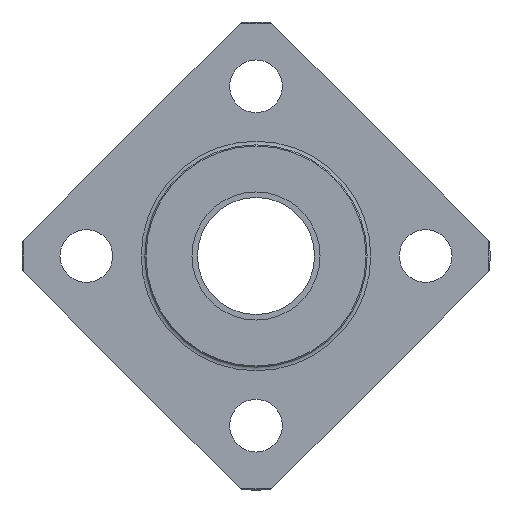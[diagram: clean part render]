
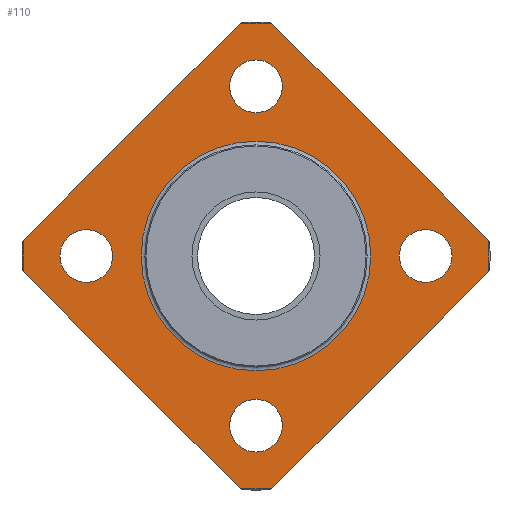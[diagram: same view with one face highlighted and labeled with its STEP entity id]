
A CAD part, left-side view. The second image highlights one B-rep face of the part: STEP entity #110.
In plain terms, the highlighted planar face has unit normal (-1, 0, 0).
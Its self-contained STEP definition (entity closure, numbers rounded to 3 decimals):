
#110 = ADVANCED_FACE( '', ( #241, #242, #243, #244, #245, #246 ), #247, .T. );
#241 = FACE_BOUND( '', #419, .T. );
#242 = FACE_BOUND( '', #420, .T. );
#243 = FACE_BOUND( '', #421, .T. );
#244 = FACE_OUTER_BOUND( '', #422, .T. );
#245 = FACE_BOUND( '', #423, .T. );
#246 = FACE_BOUND( '', #424, .T. );
#247 = PLANE( '', #425 );
#419 = EDGE_LOOP( '', ( #631 ) );
#420 = EDGE_LOOP( '', ( #632 ) );
#421 = EDGE_LOOP( '', ( #633 ) );
#422 = EDGE_LOOP( '', ( #634, #635, #636, #637, #638, #639, #640, #641 ) );
#423 = EDGE_LOOP( '', ( #642 ) );
#424 = EDGE_LOOP( '', ( #643 ) );
#425 = AXIS2_PLACEMENT_3D( '', #644, #645, #646 );
#631 = ORIENTED_EDGE( '', *, *, #925, .T. );
#632 = ORIENTED_EDGE( '', *, *, #887, .T. );
#633 = ORIENTED_EDGE( '', *, *, #926, .T. );
#634 = ORIENTED_EDGE( '', *, *, #927, .F. );
#635 = ORIENTED_EDGE( '', *, *, #910, .F. );
#636 = ORIENTED_EDGE( '', *, *, #919, .F. );
#637 = ORIENTED_EDGE( '', *, *, #928, .F. );
#638 = ORIENTED_EDGE( '', *, *, #923, .F. );
#639 = ORIENTED_EDGE( '', *, *, #897, .F. );
#640 = ORIENTED_EDGE( '', *, *, #929, .F. );
#641 = ORIENTED_EDGE( '', *, *, #930, .F. );
#642 = ORIENTED_EDGE( '', *, *, #884, .T. );
#643 = ORIENTED_EDGE( '', *, *, #931, .T. );
#644 = CARTESIAN_POINT( '', ( 6., 19.9, 0. ) );
#645 = DIRECTION( '', ( -1., 0., 0. ) );
#646 = DIRECTION( '', ( 0., 0., 1. ) );
#884 = EDGE_CURVE( '', #1008, #1008, #1009, .T. );
#887 = EDGE_CURVE( '', #1013, #1013, #1014, .F. );
#897 = EDGE_CURVE( '', #1030, #1032, #1033, .T. );
#910 = EDGE_CURVE( '', #1053, #1055, #1056, .T. );
#919 = EDGE_CURVE( '', #1067, #1053, #1069, .T. );
#923 = EDGE_CURVE( '', #1032, #1072, #1075, .T. );
#925 = EDGE_CURVE( '', #1077, #1077, #1078, .T. );
#926 = EDGE_CURVE( '', #1079, #1079, #1080, .T. );
#927 = EDGE_CURVE( '', #1055, #1081, #1082, .T. );
#928 = EDGE_CURVE( '', #1072, #1067, #1083, .T. );
#929 = EDGE_CURVE( '', #1084, #1030, #1085, .T. );
#930 = EDGE_CURVE( '', #1081, #1084, #1086, .T. );
#931 = EDGE_CURVE( '', #1087, #1087, #1088, .T. );
#1008 = VERTEX_POINT( '', #1191 );
#1009 = CIRCLE( '', #1192, 2.25 );
#1013 = VERTEX_POINT( '', #1196 );
#1014 = CIRCLE( '', #1197, 2.25 );
#1030 = VERTEX_POINT( '', #1219 );
#1032 = VERTEX_POINT( '', #1224 );
#1033 = LINE( '', #1225, #1226 );
#1053 = VERTEX_POINT( '', #1259 );
#1055 = VERTEX_POINT( '', #1264 );
#1056 = LINE( '', #1265, #1266 );
#1067 = VERTEX_POINT( '', #1284 );
#1069 = CIRCLE( '', #1289, 19.9 );
#1072 = VERTEX_POINT( '', #1292 );
#1075 = CIRCLE( '', #1298, 19.9 );
#1077 = VERTEX_POINT( '', #1300 );
#1078 = CIRCLE( '', #1301, 9.805 );
#1079 = VERTEX_POINT( '', #1302 );
#1080 = CIRCLE( '', #1303, 2.25 );
#1081 = VERTEX_POINT( '', #1304 );
#1082 = CIRCLE( '', #1305, 19.9 );
#1083 = LINE( '', #1306, #1307 );
#1084 = VERTEX_POINT( '', #1308 );
#1085 = CIRCLE( '', #1309, 19.9 );
#1086 = LINE( '', #1310, #1311 );
#1087 = VERTEX_POINT( '', #1312 );
#1088 = CIRCLE( '', #1313, 2.25 );
#1191 = CARTESIAN_POINT( '', ( 6., -14.5, -2.25 ) );
#1192 = AXIS2_PLACEMENT_3D( '', #1439, #1440, #1441 );
#1196 = CARTESIAN_POINT( '', ( 6., 14.5, 2.25 ) );
#1197 = AXIS2_PLACEMENT_3D( '', #1445, #1446, #1447 );
#1219 = CARTESIAN_POINT( '', ( 6., -1.36, 19.853 ) );
#1224 = CARTESIAN_POINT( '', ( 6., -19.853, 1.36 ) );
#1225 = CARTESIAN_POINT( '', ( 6., -0.657, 20.557 ) );
#1226 = VECTOR( '', #1457, 1000. );
#1259 = CARTESIAN_POINT( '', ( 6., 1.36, -19.853 ) );
#1264 = CARTESIAN_POINT( '', ( 6., 19.853, -1.36 ) );
#1265 = CARTESIAN_POINT( '', ( 6., 20.557, -0.657 ) );
#1266 = VECTOR( '', #1468, 1000. );
#1284 = CARTESIAN_POINT( '', ( 6., -1.36, -19.853 ) );
#1289 = AXIS2_PLACEMENT_3D( '', #1476, #1477, #1478 );
#1292 = CARTESIAN_POINT( '', ( 6., -19.853, -1.36 ) );
#1298 = AXIS2_PLACEMENT_3D( '', #1482, #1483, #1484 );
#1300 = CARTESIAN_POINT( '', ( 6., 0., -9.805 ) );
#1301 = AXIS2_PLACEMENT_3D( '', #1485, #1486, #1487 );
#1302 = CARTESIAN_POINT( '', ( 6., 0., -16.75 ) );
#1303 = AXIS2_PLACEMENT_3D( '', #1488, #1489, #1490 );
#1304 = CARTESIAN_POINT( '', ( 6., 19.853, 1.36 ) );
#1305 = AXIS2_PLACEMENT_3D( '', #1491, #1492, #1493 );
#1306 = CARTESIAN_POINT( '', ( 6., -0.657, -20.557 ) );
#1307 = VECTOR( '', #1494, 1000. );
#1308 = CARTESIAN_POINT( '', ( 6., 1.36, 19.853 ) );
#1309 = AXIS2_PLACEMENT_3D( '', #1495, #1496, #1497 );
#1310 = CARTESIAN_POINT( '', ( 6., 20.557, 0.657 ) );
#1311 = VECTOR( '', #1498, 1000. );
#1312 = CARTESIAN_POINT( '', ( 6., 0., 12.25 ) );
#1313 = AXIS2_PLACEMENT_3D( '', #1499, #1500, #1501 );
#1439 = CARTESIAN_POINT( '', ( 6., -14.5, 0. ) );
#1440 = DIRECTION( '', ( 1., 0., 0. ) );
#1441 = DIRECTION( '', ( 0., 0., -1. ) );
#1445 = CARTESIAN_POINT( '', ( 6., 14.5, 0. ) );
#1446 = DIRECTION( '', ( -1., 0., 0. ) );
#1447 = DIRECTION( '', ( 0., 0., 1. ) );
#1457 = DIRECTION( '', ( 0., -0.707, -0.707 ) );
#1468 = DIRECTION( '', ( 0., 0.707, 0.707 ) );
#1476 = CARTESIAN_POINT( '', ( 6., 0., 0. ) );
#1477 = DIRECTION( '', ( 1., 0., 0. ) );
#1478 = DIRECTION( '', ( 0., 0., -1. ) );
#1482 = CARTESIAN_POINT( '', ( 6., 0., 0. ) );
#1483 = DIRECTION( '', ( 1., 0., 0. ) );
#1484 = DIRECTION( '', ( 0., 0., -1. ) );
#1485 = CARTESIAN_POINT( '', ( 6., 0., 0. ) );
#1486 = DIRECTION( '', ( 1., 0., 0. ) );
#1487 = DIRECTION( '', ( 0., 0., -1. ) );
#1488 = CARTESIAN_POINT( '', ( 6., 0., -14.5 ) );
#1489 = DIRECTION( '', ( 1., 0., 0. ) );
#1490 = DIRECTION( '', ( 0., 0., -1. ) );
#1491 = CARTESIAN_POINT( '', ( 6., 0., 0. ) );
#1492 = DIRECTION( '', ( 1., 0., 0. ) );
#1493 = DIRECTION( '', ( 0., 0., -1. ) );
#1494 = DIRECTION( '', ( 0., 0.707, -0.707 ) );
#1495 = CARTESIAN_POINT( '', ( 6., 0., 0. ) );
#1496 = DIRECTION( '', ( 1., 0., 0. ) );
#1497 = DIRECTION( '', ( 0., 0., -1. ) );
#1498 = DIRECTION( '', ( 0., -0.707, 0.707 ) );
#1499 = CARTESIAN_POINT( '', ( 6., 0., 14.5 ) );
#1500 = DIRECTION( '', ( 1., 0., 0. ) );
#1501 = DIRECTION( '', ( 0., 0., -1. ) );
